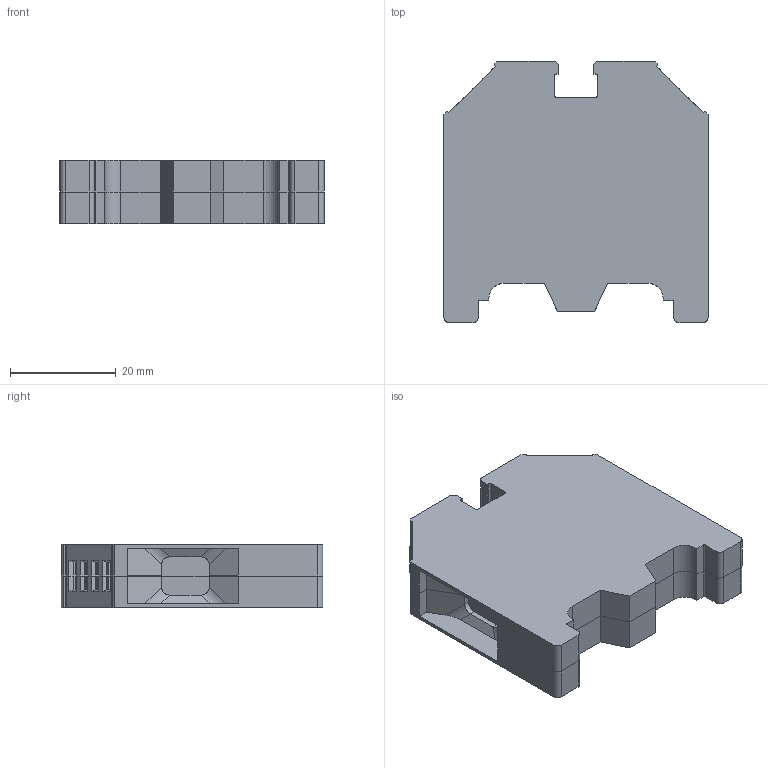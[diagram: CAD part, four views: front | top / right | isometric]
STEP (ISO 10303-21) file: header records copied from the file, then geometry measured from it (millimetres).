
FILE_DESCRIPTION(/* description */ (''),/* implementation_level */ '2;1');
FILE_NAME(/* name */ 'sl16i35N.stp',/* time_stamp */ '2011-02-16T09:14:01+01:00',/* author */ (''),/* organization */ (''),/* preprocessor_version */ 'ST-DEVELOPER v11',/* originating_system */ 'SIEMENS UGS NX 6.0',/* authorisation */ '');
FILE_SCHEMA (('CONFIG_CONTROL_DESIGN'));
Length unit declared in the file: millimetre
Products named in the file (1): 116_sl16i35N_info
Bounding box: 50 x 49.5 x 12 mm (x, y, z)
Volume: 22596.6 mm3; surface area: 11435.4 mm2
Topology: 2 solids, 2 shells, 384 faces, 1096 edges, 716 vertices
Faces by surface type: plane 296, cylinder 88
Entity records: 12592 total; most frequent: CARTESIAN_POINT 2329, ORIENTED_EDGE 2200, DIRECTION 2026, EDGE_CURVE 1100, LINE 928, VECTOR 928, VERTEX_POINT 724, AXIS2_PLACEMENT_3D 549
